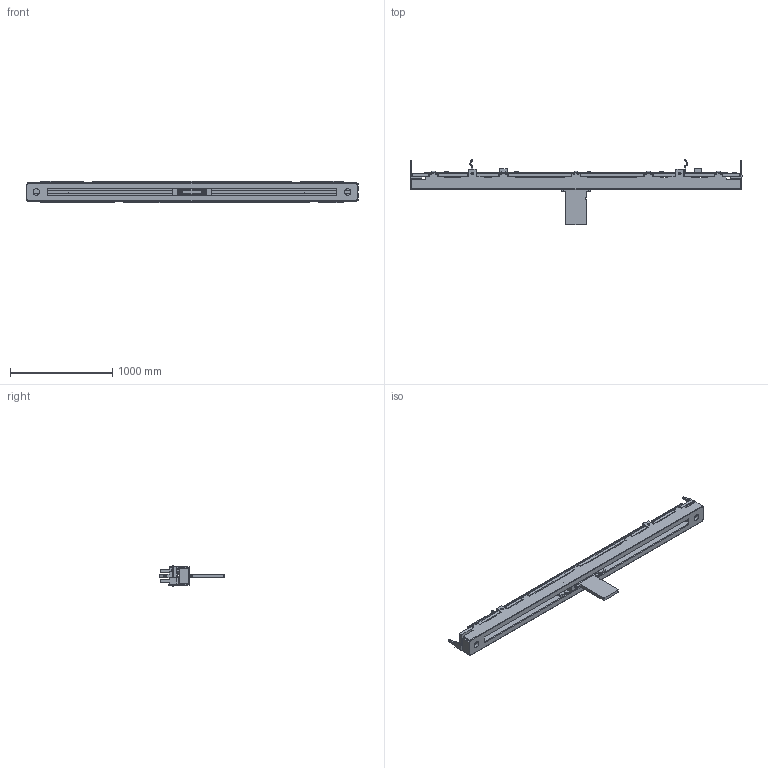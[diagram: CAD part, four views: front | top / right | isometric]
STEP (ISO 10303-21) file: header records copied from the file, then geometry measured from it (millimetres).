
FILE_DESCRIPTION((''),'2;1');
FILE_NAME('F10008N-1_ASM','2014-10-08T',('eng05'),(''),'PRO/ENGINEER BY PARAMETRIC TECHNOLOGY CORPORATION, 2009400','PRO/ENGINEER BY PARAMETRIC TECHNOLOGY CORPORATION, 2009400','');
FILE_SCHEMA(('CONFIG_CONTROL_DESIGN'));
Length unit declared in the file: inch
Products named in the file (8): 13724; 13725; 13720; 13717; 13727-1; 13718-1; 13726; F10008N-1_ASM
Assembly tree (7 placements, depth 2):
  F10008N-1_ASM
    13724
    13725
    13720
    13717
    13727-1
    13718-1
    13726
Bounding box: 3251.2 x 637.25 x 213.36 mm (x, y, z)
Volume: 46323095.7 mm3; surface area: 5936114.1 mm2
Topology: 10 solids, 10 shells, 1069 faces, 2991 edges, 1963 vertices
Faces by surface type: plane 733, cylinder 257, torus 40, extrusion 31, sphere 8
Entity records: 34593 total; most frequent: CARTESIAN_POINT 6509, ORIENTED_EDGE 5966, DIRECTION 5568, EDGE_CURVE 2983, VECTOR 2344, LINE 2313, VERTEX_POINT 1963, AXIS2_PLACEMENT_3D 1612
